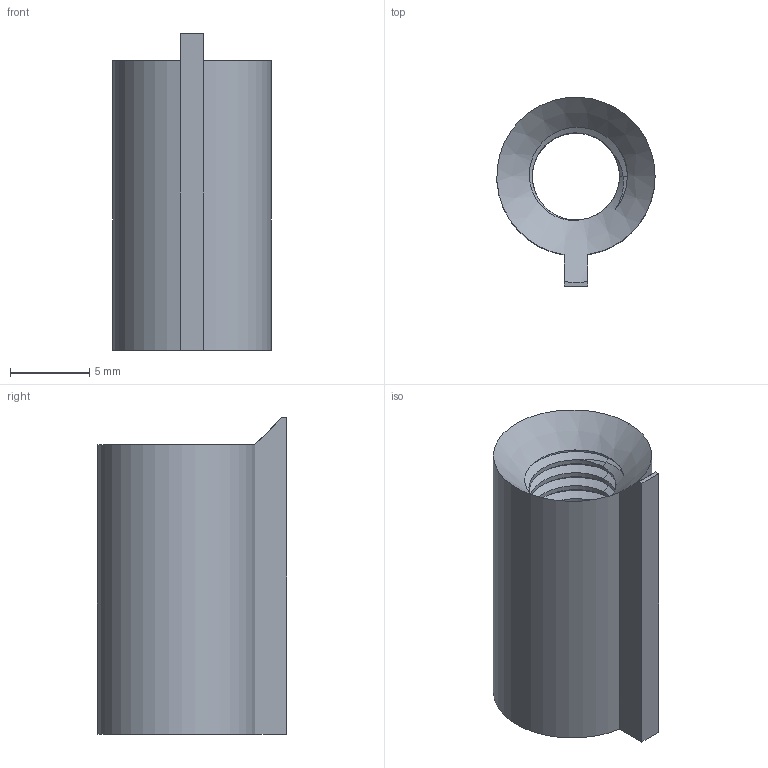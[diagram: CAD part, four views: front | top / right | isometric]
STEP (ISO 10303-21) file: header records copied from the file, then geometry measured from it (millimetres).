
FILE_DESCRIPTION(('FreeCAD Model'),'2;1');
FILE_NAME('Open CASCADE Shape Model','2024-05-10T08:31:10',('Author'),( ''),'Open CASCADE STEP processor 7.6','FreeCAD','Unknown');
FILE_SCHEMA(('AUTOMOTIVE_DESIGN { 1 0 10303 214 1 1 1 1 }'));
Length unit declared in the file: millimetre
Products named in the file (2): Main-Shaft-inner-thread-test; Body072
Assembly tree (1 placements, depth 2):
  Main-Shaft-inner-thread-test
    Body072
Bounding box: 9.99 x 11.94 x 20 mm (x, y, z)
Volume: 941.4 mm3; surface area: 1264.5 mm2
Topology: 1 solids, 1 shells, 82 faces, 170 edges, 89 vertices
Faces by surface type: bspline 53, cylinder 20, plane 7, cone 2
Full cylindrical faces by diameter (mm): 5.5 x16
Entity records: 8872 total; most frequent: CARTESIAN_POINT 7542, ORIENTED_EDGE 340, EDGE_CURVE 170, B_SPLINE_CURVE_WITH_KNOTS 127, DIRECTION 117, VERTEX_POINT 89, FACE_BOUND 83, EDGE_LOOP 83
